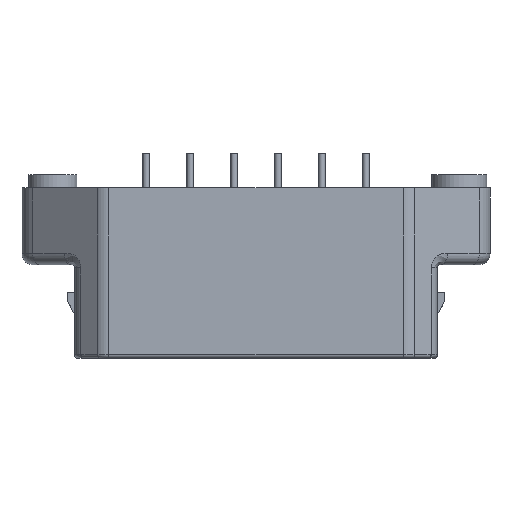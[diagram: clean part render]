
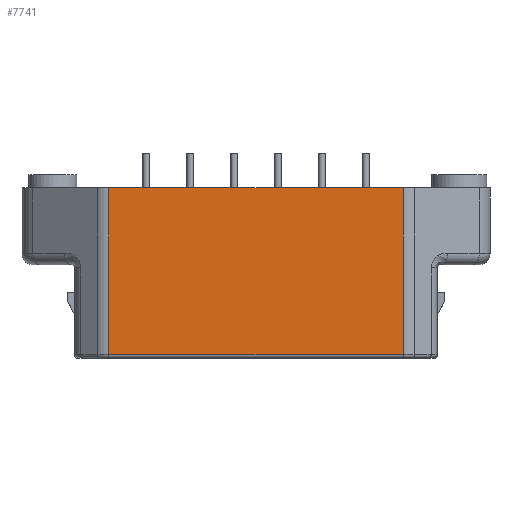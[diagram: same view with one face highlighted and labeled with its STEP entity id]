
A CAD part, top view. The second image highlights one B-rep face of the part: STEP entity #7741.
In plain terms, the highlighted planar face has unit normal (0, 0, 1).
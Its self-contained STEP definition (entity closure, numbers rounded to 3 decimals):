
#290=DIRECTION('',(-1.,0.,0.));
#291=VECTOR('',#290,26.824);
#292=CARTESIAN_POINT('',(13.412,0.3,7.5));
#293=LINE('',#292,#291);
#294=DIRECTION('',(0.,-1.,0.));
#295=VECTOR('',#294,15.2);
#296=CARTESIAN_POINT('',(-13.412,15.5,7.5));
#297=LINE('',#296,#295);
#298=DIRECTION('',(0.,-1.,0.));
#299=VECTOR('',#298,15.2);
#300=CARTESIAN_POINT('',(13.412,15.5,7.5));
#301=LINE('',#300,#299);
#659=DIRECTION('',(1.,0.,0.));
#660=VECTOR('',#659,26.824);
#661=CARTESIAN_POINT('',(-13.412,15.5,7.5));
#662=LINE('',#661,#660);
#5974=CARTESIAN_POINT('',(13.412,15.5,7.5));
#5976=VERTEX_POINT('',#5974);
#5987=CARTESIAN_POINT('',(-13.412,15.5,7.5));
#5989=VERTEX_POINT('',#5987);
#6026=CARTESIAN_POINT('',(-13.412,0.3,7.5));
#6028=VERTEX_POINT('',#6026);
#6084=CARTESIAN_POINT('',(13.412,0.3,7.5));
#6085=VERTEX_POINT('',#6084);
#7727=CARTESIAN_POINT('',(-14.,0.,7.5));
#7728=DIRECTION('',(0.,0.,1.));
#7729=DIRECTION('',(1.,0.,0.));
#7730=AXIS2_PLACEMENT_3D('',#7727,#7728,#7729);
#7731=PLANE('',#7730);
#7732=ORIENTED_EDGE('',*,*,#7714,.T.);
#7734=ORIENTED_EDGE('',*,*,#7733,.F.);
#7736=ORIENTED_EDGE('',*,*,#7735,.T.);
#7738=ORIENTED_EDGE('',*,*,#7737,.T.);
#7739=EDGE_LOOP('',(#7732,#7734,#7736,#7738));
#7740=FACE_OUTER_BOUND('',#7739,.F.);
#7714=EDGE_CURVE('',#6085,#6028,#293,.T.);
#7733=EDGE_CURVE('',#5989,#6028,#297,.T.);
#7735=EDGE_CURVE('',#5989,#5976,#662,.T.);
#7737=EDGE_CURVE('',#5976,#6085,#301,.T.);
#7741=ADVANCED_FACE('',(#7740),#7731,.T.);
